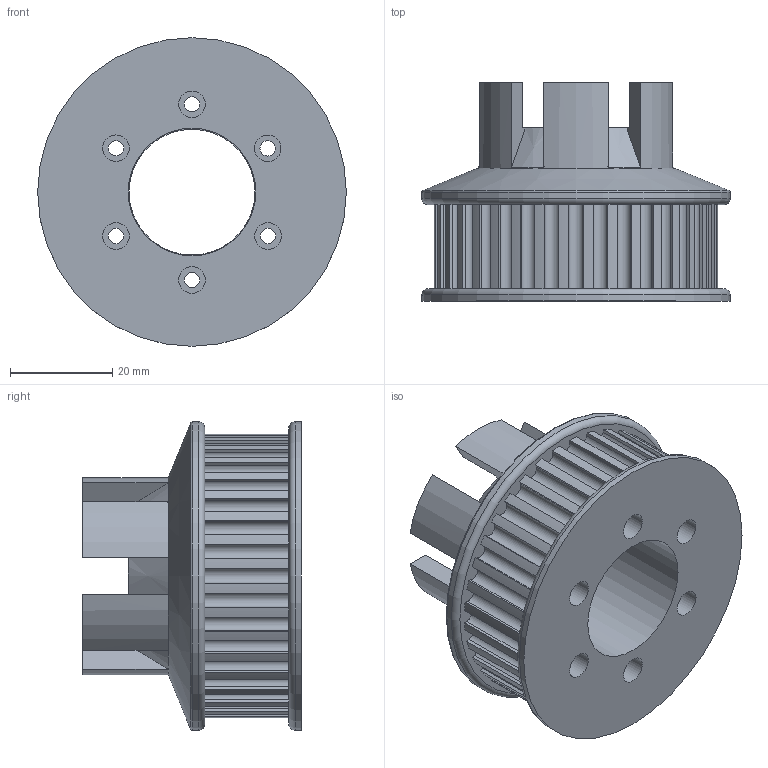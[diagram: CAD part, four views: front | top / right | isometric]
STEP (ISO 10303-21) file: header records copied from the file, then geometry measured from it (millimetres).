
FILE_DESCRIPTION(/* description */ (''),/* implementation_level */ '2;1');
FILE_NAME(/* name */ 'ES Gear Updated v3.step',/* time_stamp */ '2019-07-28T21:06:53-07:00',/* author */ (''),/* organization */ (''),/* preprocessor_version */ 'ST-DEVELOPER v18',/* originating_system */ 'Autodesk Translation Framework v8.2.0.1029',/* authorisation */ '');
FILE_SCHEMA (('AUTOMOTIVE_DESIGN { 1 0 10303 214 3 1 1 }'));
Length unit declared in the file: millimetre
Products named in the file (3): ES Gear Updated; HTD 36t Gear; Hub Connector
Assembly tree (2 placements, depth 2):
  ES Gear Updated
    HTD 36t Gear
    Hub Connector
Bounding box: 60.46 x 42.81 x 60.46 mm (x, y, z)
Volume: 51912 mm3; surface area: 24628.6 mm2
Topology: 2 solids, 2 shells, 213 faces, 613 edges, 412 vertices
Faces by surface type: plane 102, cylinder 101, cone 7, torus 3
Full cylindrical faces by diameter (mm): 3 x12, 5.2 x6, 24.638 x1, 25 x1, 38.608 x1, 60.46 x2
Entity records: 7217 total; most frequent: DIRECTION 1278, CARTESIAN_POINT 1267, ORIENTED_EDGE 1226, EDGE_CURVE 613, AXIS2_PLACEMENT_3D 459, VERTEX_POINT 412, LINE 360, VECTOR 360
